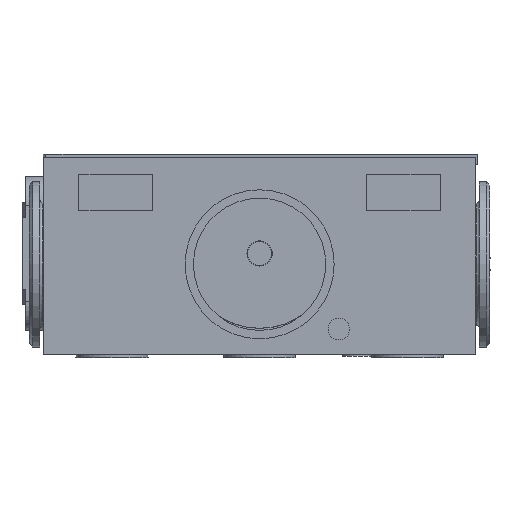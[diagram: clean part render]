
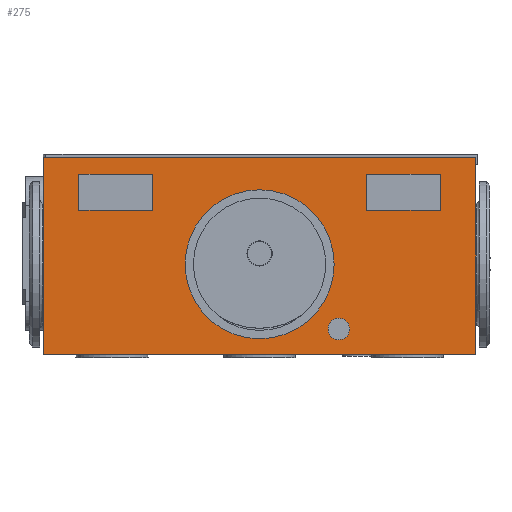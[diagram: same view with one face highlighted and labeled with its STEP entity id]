
A CAD part, front view. The second image highlights one B-rep face of the part: STEP entity #275.
In plain terms, the highlighted planar face has unit normal (0, -1, 0).
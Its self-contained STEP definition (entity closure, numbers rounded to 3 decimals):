
#275=ADVANCED_FACE('',(#1030,#1031,#1032,#1033,#1034),#1035,.T.);
#1030=FACE_OUTER_BOUND('',#2349,.T.);
#1031=FACE_BOUND('',#2350,.T.);
#1032=FACE_BOUND('',#2351,.T.);
#1033=FACE_BOUND('',#2352,.T.);
#1034=FACE_BOUND('',#2353,.T.);
#1035=PLANE('',#2354);
#2349=EDGE_LOOP('',(#4739,#4740,#4741,#4742));
#2350=EDGE_LOOP('',(#4743,#4744,#4745,#4746));
#2351=EDGE_LOOP('',(#4747,#4748,#4749,#4750));
#2352=EDGE_LOOP('',(#4751,#4752));
#2353=EDGE_LOOP('',(#4753,#4754));
#2354=AXIS2_PLACEMENT_3D('',#4755,#4756,#4757);
#4739=ORIENTED_EDGE('',*,*,#8852,.F.);
#4740=ORIENTED_EDGE('',*,*,#8853,.T.);
#4741=ORIENTED_EDGE('',*,*,#8583,.T.);
#4742=ORIENTED_EDGE('',*,*,#8624,.F.);
#4743=ORIENTED_EDGE('',*,*,#8854,.T.);
#4744=ORIENTED_EDGE('',*,*,#8855,.T.);
#4745=ORIENTED_EDGE('',*,*,#8856,.T.);
#4746=ORIENTED_EDGE('',*,*,#8857,.T.);
#4747=ORIENTED_EDGE('',*,*,#8858,.T.);
#4748=ORIENTED_EDGE('',*,*,#8859,.T.);
#4749=ORIENTED_EDGE('',*,*,#8860,.T.);
#4750=ORIENTED_EDGE('',*,*,#8861,.T.);
#4751=ORIENTED_EDGE('',*,*,#8862,.F.);
#4752=ORIENTED_EDGE('',*,*,#8851,.F.);
#4753=ORIENTED_EDGE('',*,*,#8863,.F.);
#4754=ORIENTED_EDGE('',*,*,#8864,.F.);
#4755=CARTESIAN_POINT('',(-30.0,-31.75,0.0));
#4756=DIRECTION('',(0.0,-1.0,0.0));
#4757=DIRECTION('',(0.0,0.0,-1.0));
#8583=EDGE_CURVE('',#10554,#10552,#10555,.T.);
#8624=EDGE_CURVE('',#10615,#10552,#10617,.T.);
#8851=EDGE_CURVE('',#10974,#10972,#10976,.T.);
#8852=EDGE_CURVE('',#10977,#10615,#10978,.T.);
#8853=EDGE_CURVE('',#10977,#10554,#10979,.T.);
#8854=EDGE_CURVE('',#10980,#10981,#10982,.T.);
#8855=EDGE_CURVE('',#10981,#10983,#10984,.T.);
#8856=EDGE_CURVE('',#10983,#10985,#10986,.T.);
#8857=EDGE_CURVE('',#10985,#10980,#10987,.T.);
#8858=EDGE_CURVE('',#10988,#10989,#10990,.T.);
#8859=EDGE_CURVE('',#10989,#10991,#10992,.T.);
#8860=EDGE_CURVE('',#10991,#10993,#10994,.T.);
#8861=EDGE_CURVE('',#10993,#10988,#10995,.T.);
#8862=EDGE_CURVE('',#10972,#10974,#10996,.T.);
#8863=EDGE_CURVE('',#10997,#10998,#10999,.T.);
#8864=EDGE_CURVE('',#10998,#10997,#11000,.T.);
#10552=VERTEX_POINT('',#13451);
#10554=VERTEX_POINT('',#13454);
#10555=LINE('',#13455,#13456);
#10615=VERTEX_POINT('',#13546);
#10617=LINE('',#13549,#13550);
#10972=VERTEX_POINT('',#14080);
#10974=VERTEX_POINT('',#14083);
#10976=CIRCLE('',#14086,10.35);
#10977=VERTEX_POINT('',#14087);
#10978=LINE('',#14088,#14089);
#10979=LINE('',#14090,#14091);
#10980=VERTEX_POINT('',#14092);
#10981=VERTEX_POINT('',#14093);
#10982=LINE('',#14094,#14095);
#10983=VERTEX_POINT('',#14096);
#10984=LINE('',#14097,#14098);
#10985=VERTEX_POINT('',#14099);
#10986=LINE('',#14100,#14101);
#10987=LINE('',#14102,#14103);
#10988=VERTEX_POINT('',#14104);
#10989=VERTEX_POINT('',#14105);
#10990=LINE('',#14106,#14107);
#10991=VERTEX_POINT('',#14108);
#10992=LINE('',#14109,#14110);
#10993=VERTEX_POINT('',#14111);
#10994=LINE('',#14112,#14113);
#10995=LINE('',#14114,#14115);
#10996=CIRCLE('',#14116,10.35);
#10997=VERTEX_POINT('',#14117);
#10998=VERTEX_POINT('',#14118);
#10999=CIRCLE('',#14119,1.5);
#11000=CIRCLE('',#14120,1.5);
#13451=CARTESIAN_POINT('',(-30.0,-31.75,0.0));
#13454=CARTESIAN_POINT('',(-30.0,-31.75,27.3));
#13455=CARTESIAN_POINT('',(-30.0,-31.75,27.3));
#13456=VECTOR('',#16917,27.3);
#13546=CARTESIAN_POINT('',(30.0,-31.75,0.0));
#13549=CARTESIAN_POINT('',(30.0,-31.75,0.0));
#13550=VECTOR('',#16976,60.0);
#14080=CARTESIAN_POINT('',(-10.35,-31.75,12.5));
#14083=CARTESIAN_POINT('',(10.35,-31.75,12.5));
#14086=AXIS2_PLACEMENT_3D('',#17313,#17314,#17315);
#14087=CARTESIAN_POINT('',(30.0,-31.75,27.3));
#14088=CARTESIAN_POINT('',(30.0,-31.75,27.3));
#14089=VECTOR('',#17316,27.3);
#14090=CARTESIAN_POINT('',(30.0,-31.75,27.3));
#14091=VECTOR('',#17317,60.0);
#14092=CARTESIAN_POINT('',(14.85,-31.75,20.0));
#14093=CARTESIAN_POINT('',(14.85,-31.75,25.0));
#14094=CARTESIAN_POINT('',(14.85,-31.75,20.0));
#14095=VECTOR('',#17318,5.0);
#14096=CARTESIAN_POINT('',(25.1,-31.75,25.0));
#14097=CARTESIAN_POINT('',(14.85,-31.75,25.0));
#14098=VECTOR('',#17319,10.25);
#14099=CARTESIAN_POINT('',(25.1,-31.75,20.0));
#14100=CARTESIAN_POINT('',(25.1,-31.75,25.0));
#14101=VECTOR('',#17320,5.0);
#14102=CARTESIAN_POINT('',(25.1,-31.75,20.0));
#14103=VECTOR('',#17321,10.25);
#14104=CARTESIAN_POINT('',(-25.1,-31.75,25.0));
#14105=CARTESIAN_POINT('',(-14.85,-31.75,25.0));
#14106=CARTESIAN_POINT('',(-25.1,-31.75,25.0));
#14107=VECTOR('',#17322,10.25);
#14108=CARTESIAN_POINT('',(-14.85,-31.75,20.0));
#14109=CARTESIAN_POINT('',(-14.85,-31.75,25.0));
#14110=VECTOR('',#17323,5.0);
#14111=CARTESIAN_POINT('',(-25.1,-31.75,20.0));
#14112=CARTESIAN_POINT('',(-14.85,-31.75,20.0));
#14113=VECTOR('',#17324,10.25);
#14114=CARTESIAN_POINT('',(-25.1,-31.75,20.0));
#14115=VECTOR('',#17325,5.0);
#14116=AXIS2_PLACEMENT_3D('',#17326,#17327,#17328);
#14117=CARTESIAN_POINT('',(9.5,-31.75,3.5));
#14118=CARTESIAN_POINT('',(12.5,-31.75,3.5));
#14119=AXIS2_PLACEMENT_3D('',#17329,#17330,#17331);
#14120=AXIS2_PLACEMENT_3D('',#17332,#17333,#17334);
#16917=DIRECTION('',(0.0,0.0,-1.0));
#16976=DIRECTION('',(-1.0,0.0,0.0));
#17313=CARTESIAN_POINT('',(0.0,-31.75,12.5));
#17314=DIRECTION('',(0.0,-1.0,0.0));
#17315=DIRECTION('',(1.0,0.0,0.0));
#17316=DIRECTION('',(0.0,0.0,-1.0));
#17317=DIRECTION('',(-1.0,0.0,0.0));
#17318=DIRECTION('',(0.0,0.0,1.0));
#17319=DIRECTION('',(1.0,0.0,0.0));
#17320=DIRECTION('',(0.0,0.0,-1.0));
#17321=DIRECTION('',(-1.0,0.0,0.0));
#17322=DIRECTION('',(1.0,0.0,0.0));
#17323=DIRECTION('',(0.0,0.0,-1.0));
#17324=DIRECTION('',(-1.0,0.0,0.0));
#17325=DIRECTION('',(0.0,0.0,1.0));
#17326=CARTESIAN_POINT('',(0.0,-31.75,12.5));
#17327=DIRECTION('',(0.0,-1.0,0.0));
#17328=DIRECTION('',(-1.0,0.0,0.0));
#17329=CARTESIAN_POINT('',(11.0,-31.75,3.5));
#17330=DIRECTION('',(0.0,-1.0,0.0));
#17331=DIRECTION('',(-1.0,0.0,0.0));
#17332=CARTESIAN_POINT('',(11.0,-31.75,3.5));
#17333=DIRECTION('',(0.0,-1.0,0.0));
#17334=DIRECTION('',(1.0,0.0,0.0));
